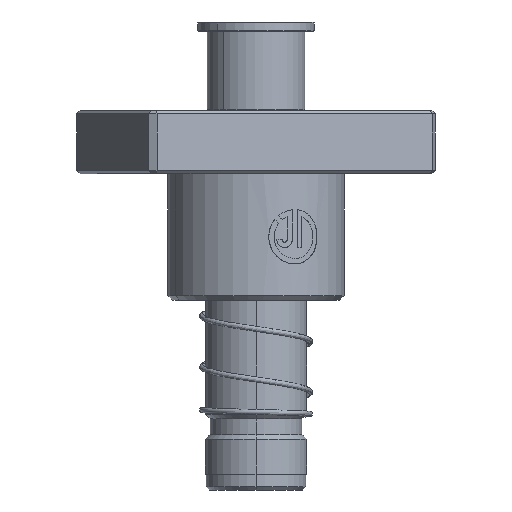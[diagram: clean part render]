
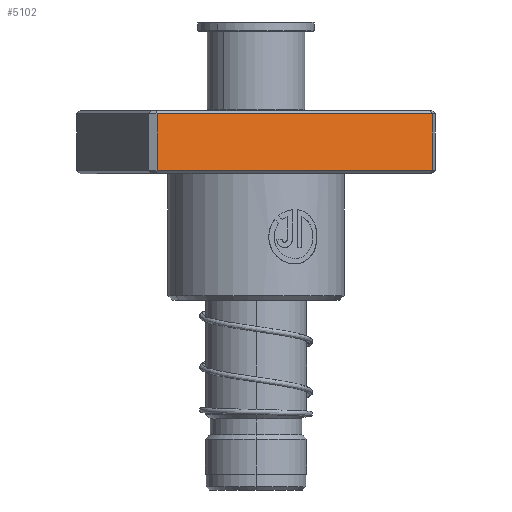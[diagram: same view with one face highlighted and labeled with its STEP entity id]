
A CAD part, left-side view. The second image highlights one B-rep face of the part: STEP entity #5102.
In plain terms, the highlighted face is planar.
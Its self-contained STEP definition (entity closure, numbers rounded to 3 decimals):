
#211 = CARTESIAN_POINT ( 'NONE',  ( 48., 29., 20. ) ) ;
#243 = EDGE_CURVE ( 'NONE', #3006, #7355, #588, .T. ) ;
#588 = LINE ( 'NONE', #15902, #12494 ) ;
#993 = VECTOR ( 'NONE', #7315, 1000. ) ;
#1352 = VERTEX_POINT ( 'NONE', #28416 ) ;
#3006 = VERTEX_POINT ( 'NONE', #9244 ) ;
#5102 = ADVANCED_FACE ( 'NONE', ( #26461 ), #26974, .F. ) ;
#6344 = LINE ( 'NONE', #19884, #32619 ) ;
#7315 = DIRECTION ( 'NONE',  ( 0., 0., -1. ) ) ;
#7319 = CARTESIAN_POINT ( 'NONE',  ( -48., 29., 1. ) ) ;
#7355 = VERTEX_POINT ( 'NONE', #7319 ) ;
#8218 = DIRECTION ( 'NONE',  ( -1., 0., 0. ) ) ;
#8485 = VERTEX_POINT ( 'NONE', #24361 ) ;
#9244 = CARTESIAN_POINT ( 'NONE',  ( 48., 29., 1. ) ) ;
#12494 = VECTOR ( 'NONE', #8218, 1000. ) ;
#13401 = ORIENTED_EDGE ( 'NONE', *, *, #243, .T. ) ;
#14571 = EDGE_CURVE ( 'NONE', #1352, #3006, #16149, .T. ) ;
#14597 = ORIENTED_EDGE ( 'NONE', *, *, #14571, .T. ) ;
#15902 = CARTESIAN_POINT ( 'NONE',  ( -48., 29., 1. ) ) ;
#16149 = LINE ( 'NONE', #211, #993 ) ;
#16364 = ORIENTED_EDGE ( 'NONE', *, *, #16786, .F. ) ;
#16786 = EDGE_CURVE ( 'NONE', #8485, #7355, #26728, .T. ) ;
#17493 = EDGE_CURVE ( 'NONE', #8485, #1352, #6344, .T. ) ;
#19029 = DIRECTION ( 'NONE',  ( 0., -1., 0. ) ) ;
#19884 = CARTESIAN_POINT ( 'NONE',  ( 48., 29., 19. ) ) ;
#20095 = AXIS2_PLACEMENT_3D ( 'NONE', #31831, #19029, #24181 ) ;
#22447 = DIRECTION ( 'NONE',  ( 1., 0., 0. ) ) ;
#24181 = DIRECTION ( 'NONE',  ( 0., 0., -1. ) ) ;
#24288 = DIRECTION ( 'NONE',  ( 0., 0., -1. ) ) ;
#24361 = CARTESIAN_POINT ( 'NONE',  ( -48., 29., 19. ) ) ;
#26461 = FACE_OUTER_BOUND ( 'NONE', #27661, .T. ) ;
#26728 = LINE ( 'NONE', #32045, #30714 ) ;
#26974 = PLANE ( 'NONE',  #20095 ) ;
#27661 = EDGE_LOOP ( 'NONE', ( #14597, #13401, #16364, #28262 ) ) ;
#28262 = ORIENTED_EDGE ( 'NONE', *, *, #17493, .T. ) ;
#28416 = CARTESIAN_POINT ( 'NONE',  ( 48., 29., 19. ) ) ;
#30714 = VECTOR ( 'NONE', #24288, 1000. ) ;
#31831 = CARTESIAN_POINT ( 'NONE',  ( -48., 29., 20. ) ) ;
#32045 = CARTESIAN_POINT ( 'NONE',  ( -48., 29., 20. ) ) ;
#32619 = VECTOR ( 'NONE', #22447, 1000. ) ;
